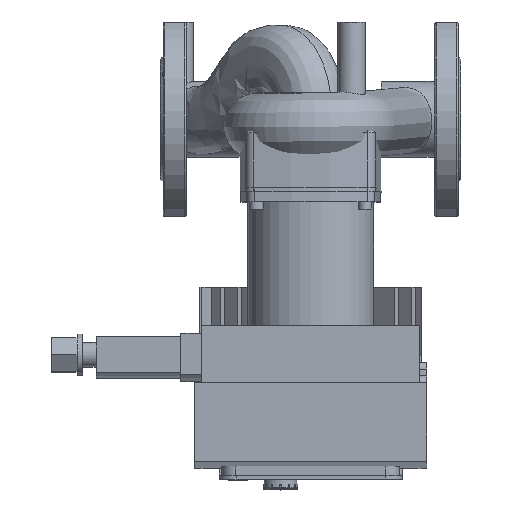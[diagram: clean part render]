
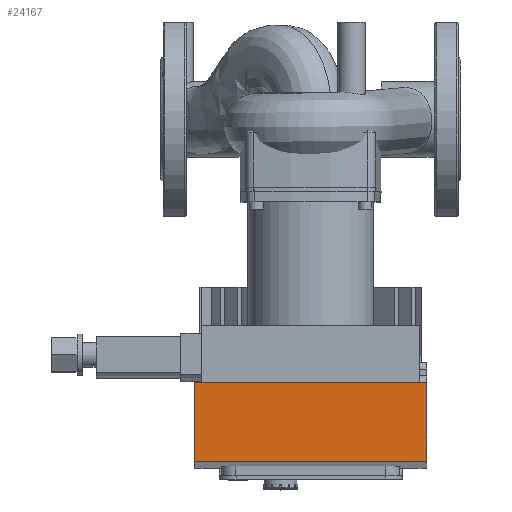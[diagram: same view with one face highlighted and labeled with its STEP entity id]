
A CAD part, top view. The second image highlights one B-rep face of the part: STEP entity #24167.
In plain terms, the highlighted planar face has unit normal (0, 0, 1).
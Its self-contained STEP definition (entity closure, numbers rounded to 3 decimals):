
#2028=LINE('',#64791,#4290);
#2036=LINE('',#64811,#4298);
#2042=LINE('',#64822,#4304);
#2048=LINE('',#64837,#4310);
#4290=VECTOR('',#32350,10.);
#4298=VECTOR('',#32370,10.);
#4304=VECTOR('',#32382,10.);
#4310=VECTOR('',#32404,10.);
#6738=FACE_OUTER_BOUND('',#8216,.T.);
#8216=EDGE_LOOP('',(#20582,#20583,#20584,#20585));
#11182=VERTEX_POINT('',#64788);
#11183=VERTEX_POINT('',#64790);
#11189=VERTEX_POINT('',#64810);
#11191=VERTEX_POINT('',#64820);
#14401=EDGE_CURVE('',#11183,#11182,#2028,.T.);
#14411=EDGE_CURVE('',#11183,#11189,#2036,.T.);
#14418=EDGE_CURVE('',#11191,#11182,#2042,.T.);
#14425=EDGE_CURVE('',#11191,#11189,#2048,.T.);
#20582=ORIENTED_EDGE('',*,*,#14425,.T.);
#20583=ORIENTED_EDGE('',*,*,#14411,.F.);
#20584=ORIENTED_EDGE('',*,*,#14401,.T.);
#20585=ORIENTED_EDGE('',*,*,#14418,.F.);
#22826=PLANE('',#26511);
#24167=ADVANCED_FACE('',(#6738),#22826,.T.);
#26511=AXIS2_PLACEMENT_3D('',#64836,#32402,#32403);
#32350=DIRECTION('',(0.,-1.,0.));
#32370=DIRECTION('',(1.,0.,0.));
#32382=DIRECTION('',(-1.,0.,0.));
#32402=DIRECTION('center_axis',(0.,0.,1.));
#32403=DIRECTION('ref_axis',(1.,0.,0.));
#32404=DIRECTION('',(0.,1.,0.));
#64788=CARTESIAN_POINT('',(25.,-250.5,190.));
#64790=CARTESIAN_POINT('',(25.,-193.,190.));
#64791=CARTESIAN_POINT('',(25.,-250.5,190.));
#64810=CARTESIAN_POINT('',(195.,-193.,190.));
#64811=CARTESIAN_POINT('',(110.,-193.,190.));
#64820=CARTESIAN_POINT('',(195.,-250.5,190.));
#64822=CARTESIAN_POINT('',(110.,-250.5,190.));
#64836=CARTESIAN_POINT('Origin',(110.,-250.5,190.));
#64837=CARTESIAN_POINT('',(195.,-193.,190.));
